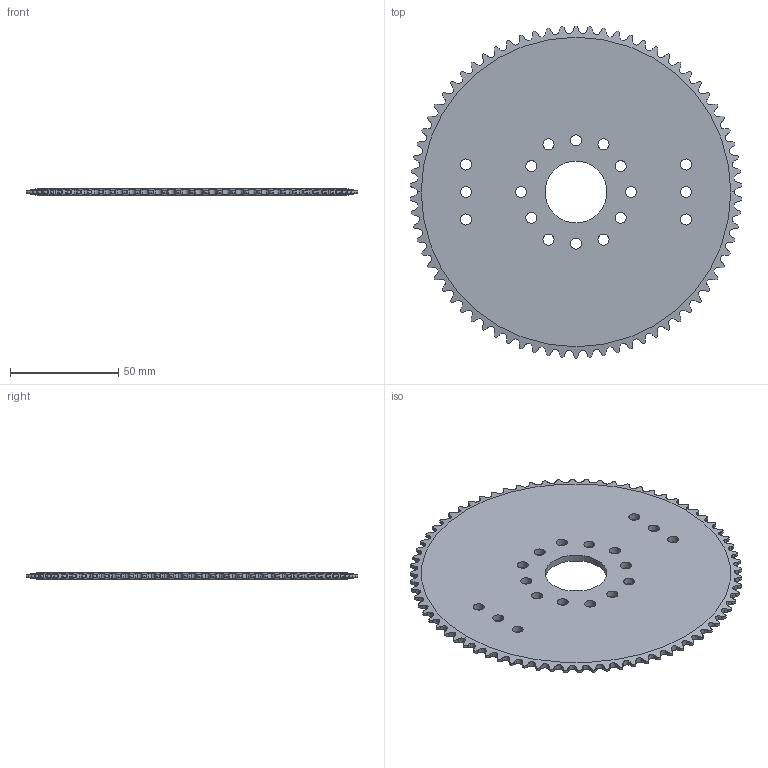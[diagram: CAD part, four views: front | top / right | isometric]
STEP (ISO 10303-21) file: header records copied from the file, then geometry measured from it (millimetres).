
FILE_DESCRIPTION (( 'STEP AP203' ), '1' );
FILE_NAME ('4400-23-P-0402 (5 Piezas - Aluminio 0.125).STEP', '2023-02-25T00:28:13', ( '' ), ( '' ), 'SwSTEP 2.0', 'SolidWorks 2022', '' );
FILE_SCHEMA (( 'CONFIG_CONTROL_DESIGN' ));
Length unit declared in the file: inch
Products named in the file (1): 4400-23-P-0402 (5 Piezas - Aluminio 0.125)
Bounding box: 153.11 x 153.21 x 3.17 mm (x, y, z)
Volume: 51202.4 mm3; surface area: 35608.4 mm2
Topology: 1 solids, 1 shells, 677 faces, 2023 edges, 1348 vertices
Faces by surface type: cylinder 523, plane 150, cone 4
Entity records: 25800 total; most frequent: CARTESIAN_POINT 9425, ORIENTED_EDGE 4046, DIRECTION 2487, EDGE_CURVE 2023, VERTEX_POINT 1348, B_SPLINE_CURVE_WITH_KNOTS 1120, AXIS2_PLACEMENT_3D 906, EDGE_LOOP 715
